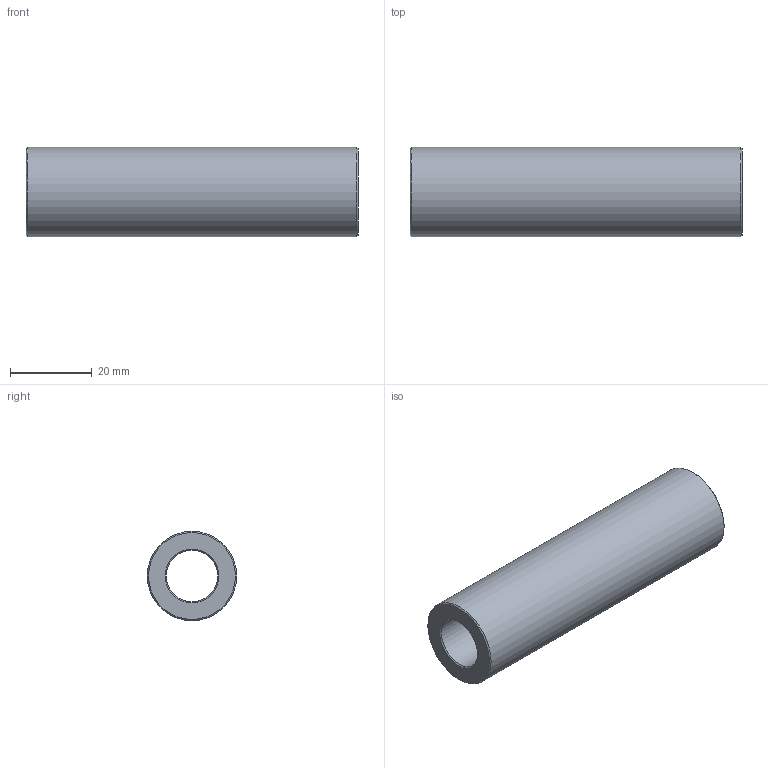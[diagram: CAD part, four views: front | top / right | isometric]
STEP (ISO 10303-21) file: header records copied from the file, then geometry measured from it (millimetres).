
FILE_DESCRIPTION(('FreeCAD Model'),'2;1');
FILE_NAME('Open CASCADE Shape Model','2024-03-27T16:03:02',(''),(''), 'Open CASCADE STEP processor 7.6','FreeCAD','Unknown');
FILE_SCHEMA(('AUTOMOTIVE_DESIGN { 1 0 10303 214 1 1 1 1 }'));
Length unit declared in the file: millimetre
Products named in the file (1): Spacer BUD FRE PLN BU01.75x06.50 - SPN-SPR-0283 (stemfie.org)
Bounding box: 81.25 x 21.88 x 21.88 mm (x, y, z)
Volume: 20395 mm3; surface area: 9264.6 mm2
Topology: 1 solids, 1 shells, 482 faces, 1337 edges, 890 vertices
Faces by surface type: plane 304, extrusion 172, cone 4, cylinder 2
Full cylindrical faces by diameter (mm): 12.6 x1, 21.875 x1
Entity records: 15447 total; most frequent: CARTESIAN_POINT 3742, ORIENTED_EDGE 2674, DIRECTION 1795, EDGE_CURVE 1337, VECTOR 1157, LINE 985, VERTEX_POINT 890, FACE_BOUND 517
